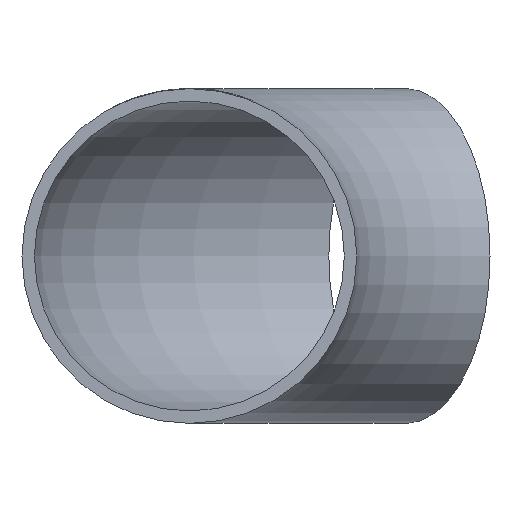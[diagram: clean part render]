
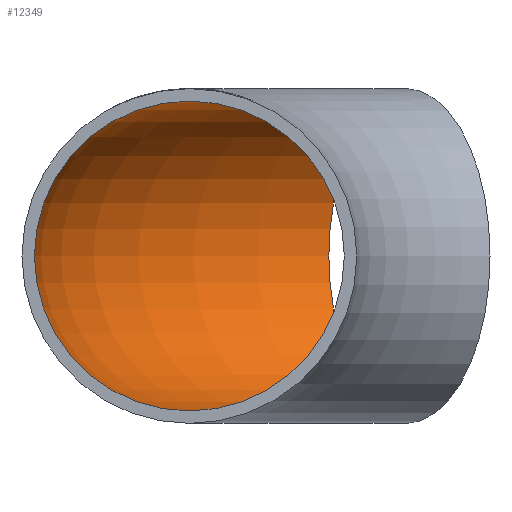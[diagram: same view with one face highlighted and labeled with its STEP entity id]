
A CAD part, front view. The second image highlights one B-rep face of the part: STEP entity #12349.
In plain terms, the highlighted toroidal (fillet/blend) face has major radius 70 mm and minor radius 25 mm.
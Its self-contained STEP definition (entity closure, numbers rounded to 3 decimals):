
#1724 = VERTEX_POINT ( 'NONE', #15110 ) ;
#1844 = CIRCLE ( 'NONE', #18535, 25. ) ;
#2141 = DIRECTION ( 'NONE',  ( 0., 0., -1. ) ) ;
#2250 = EDGE_CURVE ( 'NONE', #5986, #5986, #1844, .T. ) ;
#3244 = EDGE_CURVE ( 'NONE', #1724, #1724, #7913, .T. ) ;
#3893 = DIRECTION ( 'NONE',  ( -0.5, 0.866, 0. ) ) ;
#5180 = CARTESIAN_POINT ( 'NONE',  ( 0., 0., 0. ) ) ;
#5310 = EDGE_LOOP ( 'NONE', ( #8610 ) ) ;
#5430 = ORIENTED_EDGE ( 'NONE', *, *, #3244, .F. ) ;
#5986 = VERTEX_POINT ( 'NONE', #16165 ) ;
#6249 = DIRECTION ( 'NONE',  ( 0., 1., 0. ) ) ;
#7303 = AXIS2_PLACEMENT_3D ( 'NONE', #18050, #6249, #10907 ) ;
#7913 = CIRCLE ( 'NONE', #7303, 25. ) ;
#8022 = FACE_OUTER_BOUND ( 'NONE', #5310, .T. ) ;
#8610 = ORIENTED_EDGE ( 'NONE', *, *, #2250, .T. ) ;
#9520 = CARTESIAN_POINT ( 'NONE',  ( -35., 60.622, 0. ) ) ;
#10907 = DIRECTION ( 'NONE',  ( 0., 0., 1. ) ) ;
#12217 = DIRECTION ( 'NONE',  ( -1., 0., 0. ) ) ;
#12349 = ADVANCED_FACE ( 'NONE', ( #8022, #15060 ), #14585, .F. ) ;
#14057 = EDGE_LOOP ( 'NONE', ( #5430 ) ) ;
#14585 = TOROIDAL_SURFACE ( 'NONE', #16762, 70., 25. ) ;
#15060 = FACE_OUTER_BOUND ( 'NONE', #14057, .T. ) ;
#15110 = CARTESIAN_POINT ( 'NONE',  ( -70., 0., 25. ) ) ;
#16165 = CARTESIAN_POINT ( 'NONE',  ( -47.5, 82.272, 0. ) ) ;
#16635 = DIRECTION ( 'NONE',  ( 0.866, 0.5, 0. ) ) ;
#16762 = AXIS2_PLACEMENT_3D ( 'NONE', #5180, #2141, #12217 ) ;
#18050 = CARTESIAN_POINT ( 'NONE',  ( -70., 0., 0. ) ) ;
#18535 = AXIS2_PLACEMENT_3D ( 'NONE', #9520, #16635, #3893 ) ;
